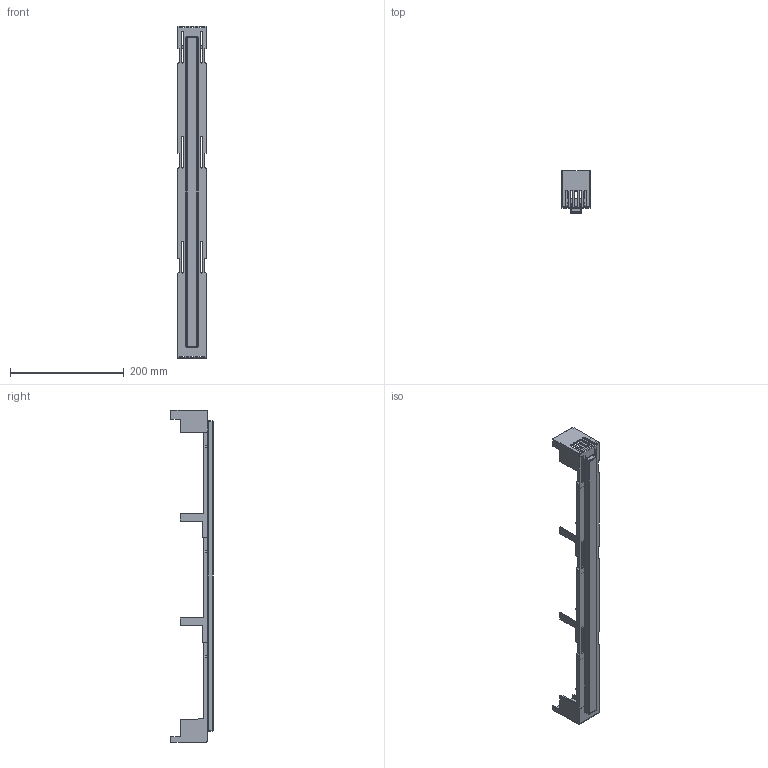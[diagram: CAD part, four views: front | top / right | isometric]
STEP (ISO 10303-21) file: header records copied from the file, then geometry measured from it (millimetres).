
FILE_DESCRIPTION(('CATIA V5 STEP Exchange','CAx-IF Rec.Pracs.--- Model Styling and Organization---1.2---2011-12-15'),'2;1');
FILE_NAME('01432000.stp','2014-10-22T06:47:36+00:00',('Frank Leistner'),('Wöhner GmbH & Co. KG'),'Version 5-6 Release 2012','CATIA V5 STEP AP214','none');
FILE_SCHEMA(('AUTOMOTIVE_DESIGN { 1 0 10303 214 1 1 1 1 }'));
Length unit declared in the file: millimetre
Products named in the file (1): 01432000
Bounding box: 50 x 74.5 x 585 mm (x, y, z)
Volume: 122500.8 mm3; surface area: 137572.8 mm2
Topology: 1 solids, 1 shells, 325 faces, 1020 edges, 672 vertices
Faces by surface type: plane 237, cylinder 76, sphere 8, torus 4
Entity records: 13739 total; most frequent: CARTESIAN_POINT 2759, ORIENTED_EDGE 2040, DIRECTION 1467, EDGE_CURVE 1020, VECTOR 856, LINE 856, VERTEX_POINT 672, AXIS2_PLACEMENT_3D 360
